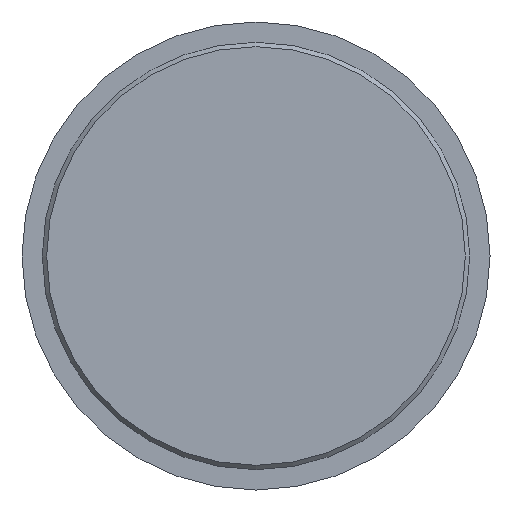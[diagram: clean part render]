
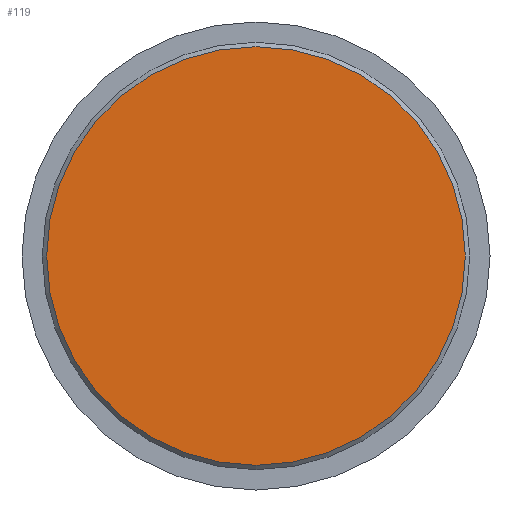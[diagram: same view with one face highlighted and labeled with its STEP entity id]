
A CAD part, left-side view. The second image highlights one B-rep face of the part: STEP entity #119.
In plain terms, the highlighted face is planar.
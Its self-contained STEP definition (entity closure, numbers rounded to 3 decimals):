
#44=ORIENTED_EDGE('',*,*,#58,.T.);
#58=EDGE_CURVE('',#66,#66,#74,.T.);
#66=VERTEX_POINT('',#232);
#74=CIRCLE('',#162,14.4);
#84=EDGE_LOOP('',(#44));
#100=FACE_BOUND('',#84,.T.);
#113=PLANE('',#161);
#119=ADVANCED_FACE('',(#100),#113,.T.);
#161=AXIS2_PLACEMENT_3D('',#230,#190,#191);
#162=AXIS2_PLACEMENT_3D('',#231,#192,#193);
#190=DIRECTION('',(0.,-1.,0.));
#191=DIRECTION('',(1.,0.,0.));
#192=DIRECTION('',(0.,-1.,0.));
#193=DIRECTION('',(1.,0.,0.));
#230=CARTESIAN_POINT('',(0.,-4.,14.7));
#231=CARTESIAN_POINT('',(0.,-4.,0.));
#232=CARTESIAN_POINT('',(14.4,-4.,0.));
